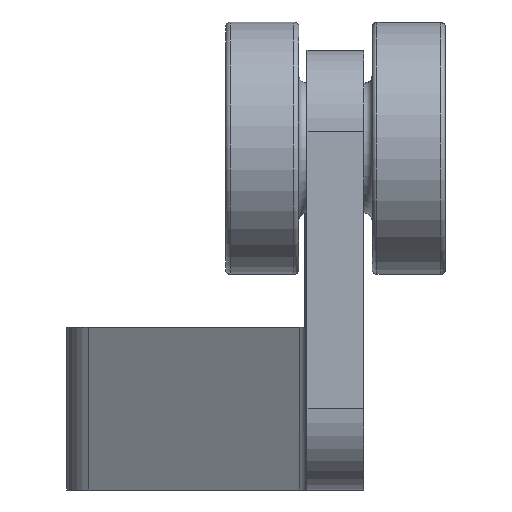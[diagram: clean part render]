
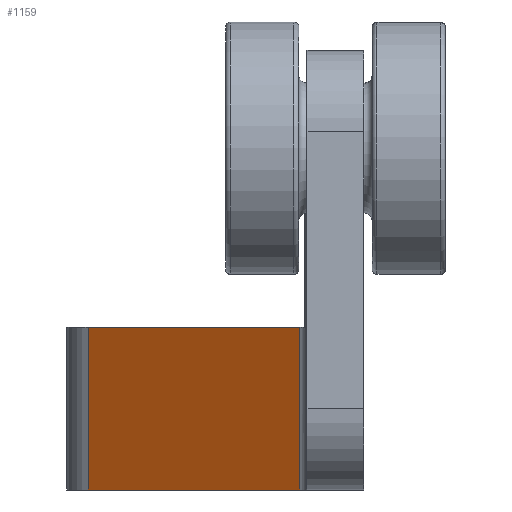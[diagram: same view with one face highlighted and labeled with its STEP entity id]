
A CAD part, left-side view. The second image highlights one B-rep face of the part: STEP entity #1159.
In plain terms, the highlighted planar face has unit normal (-0.828, 0.561, 0).
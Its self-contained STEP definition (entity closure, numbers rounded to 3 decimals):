
#102=PLANE('',#1358);
#131=FACE_OUTER_BOUND('',#203,.T.);
#203=EDGE_LOOP('',(#825,#826,#827,#828));
#284=LINE('',#1953,#346);
#295=LINE('',#2013,#357);
#296=LINE('',#2015,#358);
#297=LINE('',#2016,#359);
#346=VECTOR('',#1526,10.);
#357=VECTOR('',#1575,10.);
#358=VECTOR('',#1578,10.);
#359=VECTOR('',#1579,10.);
#512=VERTEX_POINT('',#1950);
#513=VERTEX_POINT('',#1952);
#534=VERTEX_POINT('',#2006);
#537=VERTEX_POINT('',#2011);
#629=EDGE_CURVE('',#512,#513,#284,.T.);
#656=EDGE_CURVE('',#537,#534,#295,.T.);
#657=EDGE_CURVE('',#512,#534,#296,.T.);
#658=EDGE_CURVE('',#513,#537,#297,.T.);
#825=ORIENTED_EDGE('',*,*,#629,.F.);
#826=ORIENTED_EDGE('',*,*,#657,.T.);
#827=ORIENTED_EDGE('',*,*,#656,.F.);
#828=ORIENTED_EDGE('',*,*,#658,.F.);
#1159=ADVANCED_FACE('',(#131),#102,.T.);
#1358=AXIS2_PLACEMENT_3D('',#2014,#1576,#1577);
#1526=DIRECTION('',(0.,0.,-1.));
#1575=DIRECTION('',(0.,0.,1.));
#1576=DIRECTION('center_axis',(-0.828,0.561,0.));
#1577=DIRECTION('ref_axis',(0.,0.,1.));
#1578=DIRECTION('',(0.561,0.828,0.));
#1579=DIRECTION('',(0.561,0.828,0.));
#1950=CARTESIAN_POINT('',(39.661,4.212,10.));
#1952=CARTESIAN_POINT('',(39.661,4.212,0.));
#1953=CARTESIAN_POINT('',(39.661,4.212,0.));
#2006=CARTESIAN_POINT('',(48.471,17.22,10.));
#2011=CARTESIAN_POINT('',(48.471,17.22,0.));
#2013=CARTESIAN_POINT('',(48.471,17.22,0.));
#2014=CARTESIAN_POINT('Origin',(39.363,3.772,0.));
#2015=CARTESIAN_POINT('',(38.551,2.573,10.));
#2016=CARTESIAN_POINT('',(39.363,3.772,0.));
